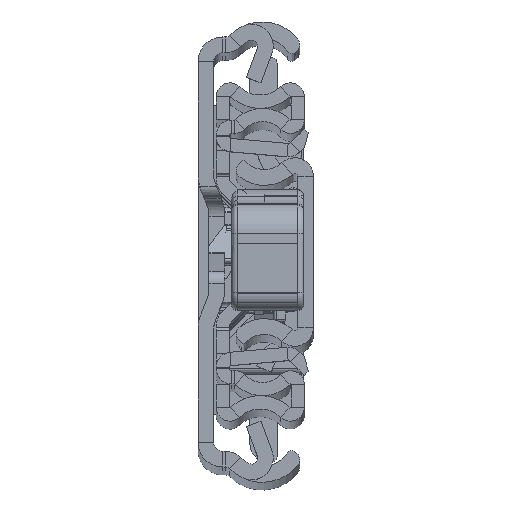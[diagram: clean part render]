
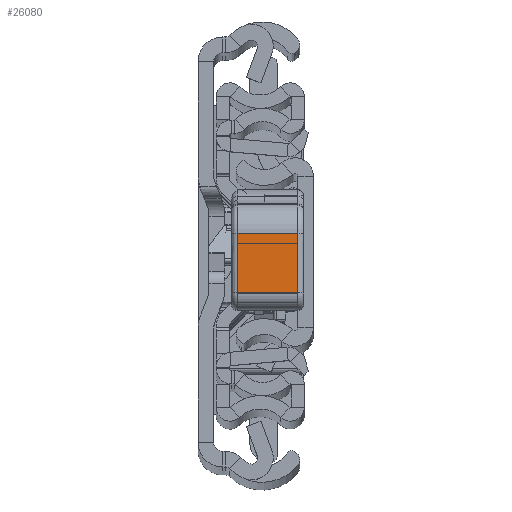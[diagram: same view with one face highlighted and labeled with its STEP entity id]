
A CAD part, top view. The second image highlights one B-rep face of the part: STEP entity #26080.
In plain terms, the highlighted face is planar.
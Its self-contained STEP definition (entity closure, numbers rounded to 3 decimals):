
#547 = VERTEX_POINT ( 'NONE', #6572 ) ;
#1689 = DIRECTION ( 'NONE',  ( -0.027, -1., 0. ) ) ;
#2629 = CARTESIAN_POINT ( 'NONE',  ( 39.818, -2.465, 10. ) ) ;
#2694 = LINE ( 'NONE', #22777, #27915 ) ;
#4117 = DIRECTION ( 'NONE',  ( 0., 0., -1. ) ) ;
#4939 = EDGE_CURVE ( 'NONE', #547, #17646, #2694, .T. ) ;
#5320 = CARTESIAN_POINT ( 'NONE',  ( 39.818, -2.465, 0. ) ) ;
#5452 = ORIENTED_EDGE ( 'NONE', *, *, #27190, .T. ) ;
#5722 = EDGE_LOOP ( 'NONE', ( #5452, #24970, #32245, #27813 ) ) ;
#6572 = CARTESIAN_POINT ( 'NONE',  ( 39.55, -12.274, 0. ) ) ;
#7281 = CARTESIAN_POINT ( 'NONE',  ( 39.55, -12.274, 11. ) ) ;
#7715 = VECTOR ( 'NONE', #4117, 1000. ) ;
#9307 = LINE ( 'NONE', #27054, #7715 ) ;
#10973 = VECTOR ( 'NONE', #1689, 1000. ) ;
#16133 = LINE ( 'NONE', #26192, #16578 ) ;
#16578 = VECTOR ( 'NONE', #26027, 1000. ) ;
#17476 = PLANE ( 'NONE',  #24073 ) ;
#17646 = VERTEX_POINT ( 'NONE', #5320 ) ;
#19498 = EDGE_CURVE ( 'NONE', #30396, #26653, #27139, .T. ) ;
#22777 = CARTESIAN_POINT ( 'NONE',  ( 39.55, -12.274, 0. ) ) ;
#23006 = DIRECTION ( 'NONE',  ( -0.027, -1., 0. ) ) ;
#24073 = AXIS2_PLACEMENT_3D ( 'NONE', #7281, #25197, #23006 ) ;
#24970 = ORIENTED_EDGE ( 'NONE', *, *, #4939, .T. ) ;
#25197 = DIRECTION ( 'NONE',  ( -1., 0.027, 0. ) ) ;
#26027 = DIRECTION ( 'NONE',  ( 0., 0., 1. ) ) ;
#26080 = ADVANCED_FACE ( 'NONE', ( #30191 ), #17476, .F. ) ;
#26178 = EDGE_CURVE ( 'NONE', #17646, #30396, #16133, .T. ) ;
#26192 = CARTESIAN_POINT ( 'NONE',  ( 39.818, -2.465, 11. ) ) ;
#26653 = VERTEX_POINT ( 'NONE', #28649 ) ;
#27054 = CARTESIAN_POINT ( 'NONE',  ( 39.55, -12.274, 11. ) ) ;
#27139 = LINE ( 'NONE', #32300, #10973 ) ;
#27190 = EDGE_CURVE ( 'NONE', #26653, #547, #9307, .T. ) ;
#27813 = ORIENTED_EDGE ( 'NONE', *, *, #19498, .T. ) ;
#27915 = VECTOR ( 'NONE', #32974, 1000. ) ;
#28649 = CARTESIAN_POINT ( 'NONE',  ( 39.55, -12.274, 10. ) ) ;
#30191 = FACE_OUTER_BOUND ( 'NONE', #5722, .T. ) ;
#30396 = VERTEX_POINT ( 'NONE', #2629 ) ;
#32245 = ORIENTED_EDGE ( 'NONE', *, *, #26178, .T. ) ;
#32300 = CARTESIAN_POINT ( 'NONE',  ( 39.55, -12.274, 10. ) ) ;
#32974 = DIRECTION ( 'NONE',  ( 0.027, 1., 0. ) ) ;
